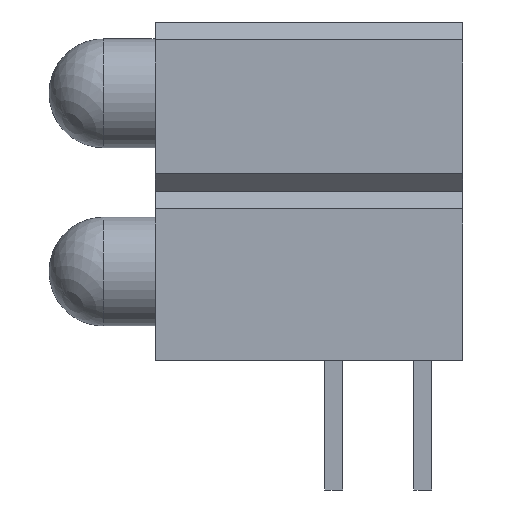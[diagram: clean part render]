
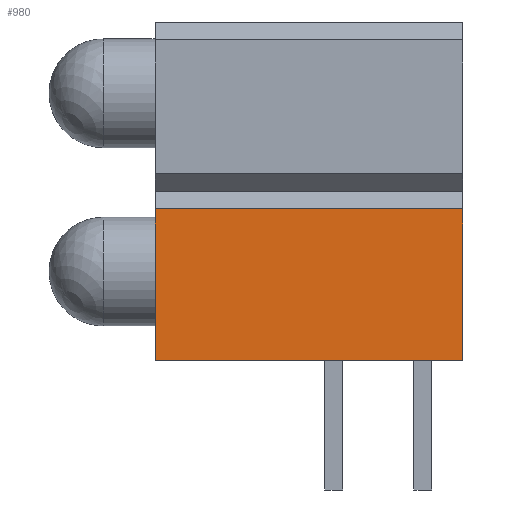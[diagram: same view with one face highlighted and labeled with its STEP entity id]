
A CAD part, front view. The second image highlights one B-rep face of the part: STEP entity #980.
In plain terms, the highlighted planar face has unit normal (0, -1, 0).
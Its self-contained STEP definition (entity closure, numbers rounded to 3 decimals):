
#80=FACE_OUTER_BOUND($,#142,.T.);
#142=EDGE_LOOP($,(#784,#785,#786,#787));
#258=LINE($,#1568,#370);
#268=LINE($,#1587,#380);
#269=LINE($,#1589,#381);
#270=LINE($,#1590,#382);
#370=VECTOR($,#1263,8.768);
#380=VECTOR($,#1281,4.326);
#381=VECTOR($,#1282,8.768);
#382=VECTOR($,#1283,4.326);
#468=VERTEX_POINT($,#1565);
#469=VERTEX_POINT($,#1567);
#474=VERTEX_POINT($,#1586);
#475=VERTEX_POINT($,#1588);
#579=EDGE_CURVE($,#469,#468,#258,.T.);
#589=EDGE_CURVE($,#468,#474,#268,.T.);
#590=EDGE_CURVE($,#474,#475,#269,.T.);
#591=EDGE_CURVE($,#475,#469,#270,.T.);
#784=ORIENTED_EDGE($,*,*,#579,.T.);
#785=ORIENTED_EDGE($,*,*,#589,.T.);
#786=ORIENTED_EDGE($,*,*,#590,.T.);
#787=ORIENTED_EDGE($,*,*,#591,.T.);
#926=PLANE($,#1066);
#980=ADVANCED_FACE($,(#80),#926,.T.);
#1066=AXIS2_PLACEMENT_3D($,#1585,#1279,#1280);
#1263=DIRECTION($,(-1.,0.,0.));
#1279=DIRECTION('center_axis',(0.,-1.,0.));
#1280=DIRECTION('ref_axis',(0.,0.,-1.));
#1281=DIRECTION($,(0.,0.,-1.));
#1282=DIRECTION($,(1.,0.,0.));
#1283=DIRECTION($,(0.,0.,1.));
#1565=CARTESIAN_POINT('',(-6.355,-2.159,4.326));
#1567=CARTESIAN_POINT('',(2.413,-2.159,4.326));
#1568=CARTESIAN_POINT($,(0.381,-2.159,4.326));
#1585=CARTESIAN_POINT('Origin',(-1.651,-2.159,4.572));
#1586=CARTESIAN_POINT('',(-6.355,-2.159,0.));
#1587=CARTESIAN_POINT($,(-6.355,-2.159,9.144));
#1588=CARTESIAN_POINT('',(2.413,-2.159,0.));
#1589=CARTESIAN_POINT($,(-5.715,-2.159,0.));
#1590=CARTESIAN_POINT($,(2.413,-2.159,0.));
